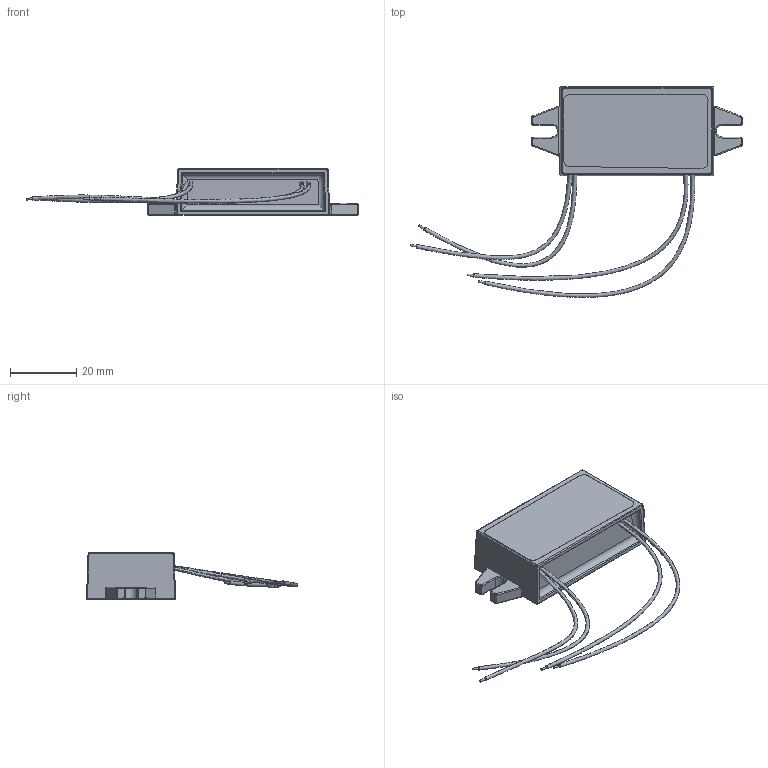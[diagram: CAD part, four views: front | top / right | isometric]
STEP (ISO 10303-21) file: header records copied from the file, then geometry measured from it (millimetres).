
FILE_DESCRIPTION(/* description */ (''),/* implementation_level */ '2;1');
FILE_NAME(/* name */ 'DC Buck Converter Regulator 12V to 5V 3A 15W v4.step',/* time_stamp */ '2019-05-23T16:23:11+02:00',/* author */ (''),/* organization */ (''),/* preprocessor_version */ 'ST-DEVELOPER v18',/* originating_system */ 'Autodesk Translation Framework v8.2.0.1029',/* authorisation */ '');
FILE_SCHEMA (('AUTOMOTIVE_DESIGN { 1 0 10303 214 3 1 1 }'));
Length unit declared in the file: millimetre
Products named in the file (5): DC/DC Buck Converter Regulator 12V to 5V 3A 15W ; black 12v; yellow 12v; black 5v; red 5v
Assembly tree (4 placements, depth 2):
  DC/DC Buck Converter Regulator 12V to 5V 3A 15W 
    black 12v
    yellow 12v
    black 5v
    red 5v
Bounding box: 100.11 x 63.62 x 14.05 mm (x, y, z)
Volume: 16898.4 mm3; surface area: 8737.8 mm2
Topology: 12 solids, 12 shells, 280 faces, 673 edges, 418 vertices
Faces by surface type: bspline 164, cylinder 66, plane 47, torus 3
Full cylindrical faces by diameter (mm): 0.537 x4
Entity records: 14709 total; most frequent: CARTESIAN_POINT 8485, ORIENTED_EDGE 1346, DIRECTION 1134, EDGE_CURVE 673, AXIS2_PLACEMENT_3D 499, VERTEX_POINT 418, CIRCLE 359, EDGE_LOOP 289
